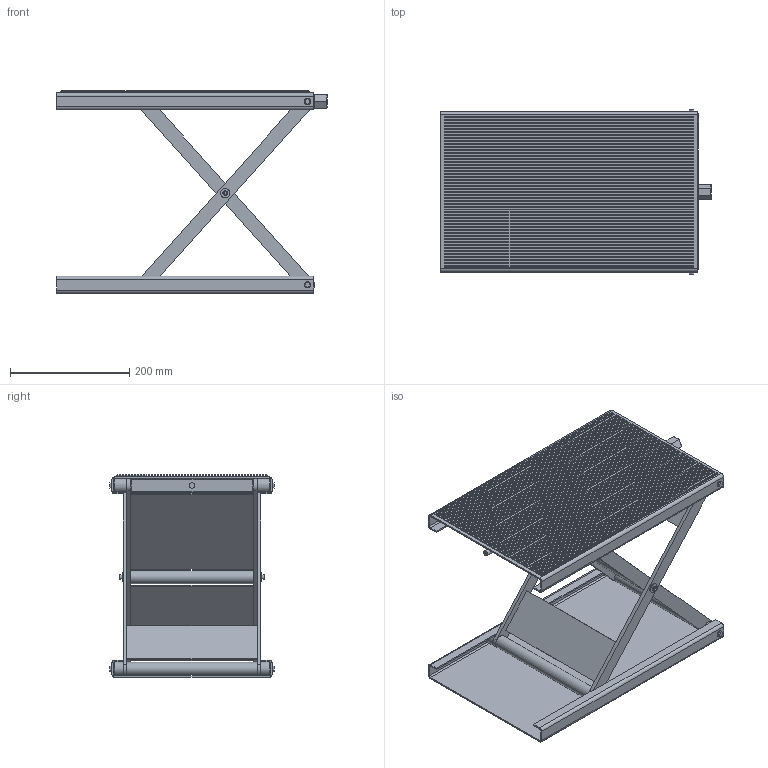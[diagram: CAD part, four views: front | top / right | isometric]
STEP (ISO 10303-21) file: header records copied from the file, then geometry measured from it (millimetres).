
FILE_DESCRIPTION(/* description */ ('CATIA V5 STEP Exchange'),/* implementation_level */ '2;1');
FILE_NAME(/* name */ 'Zvedák.stp',/* time_stamp */ '2017-02-16T22:14:11+01:00',/* author */ ('josef'),/* organization */ (''),/* preprocessor_version */ 'ST-DEVELOPER v16.5',/* originating_system */ 'Autodesk Inventor 2017',/* authorisation */ '');
FILE_SCHEMA (('AUTOMOTIVE_DESIGN { 1 0 10303 214 3 1 1 }'));
Length unit declared in the file: millimetre
Products named in the file (18): motorcycle jack;  Motorcycle  Scissor Lift platform; front bottom non movable shaft; top front grounded shaft; bottom back movable shaft; back top movable shaft; arm; arm 2; Symmetry of arm; Symmetry of arm 2; center rod; ASME B18.3 SCREW No_10 x 1 UNC STEEL HEXAGON SOCKET HEAD CAP; Symmetry of ASME B18.3 SCREW No_10 x 1 UNC STEEL HEXAGON SOCKET HEAD 
CAP; ASME B18.6.3 SCREW No_10 X 1 PLAIN HEXAGON WASHER HEAD MACHINE; Symmetry of ASME B18.6.3 SCREW No_10 X 1 PLAIN HEXAGON WASHER HEAD MA
CHINE; ANSI B18.22.1 WASHER 1_4 STEEL PLAIN  NARROW TYPE A; Symmetry of ANSI B18.22.1 WASHER 1_4 STEEL PLAIN  NARROW TYPE A; platform grip
Assembly tree (20 placements, depth 2):
  motorcycle jack
     Motorcycle  Scissor Lift platform  x2
    front bottom non movable shaft
    top front grounded shaft
    bottom back movable shaft
    back top movable shaft
    arm
    arm 2
    Symmetry of arm
    Symmetry of arm 2
    center rod
    ASME B18.3 SCREW No_10 x 1 UNC STEEL HEXAGON SOCKET HEAD CAP
    Symmetry of ASME B18.3 SCREW No_10 x 1 UNC STEEL HEXAGON SOCKET HEAD 
CAP
    ASME B18.6.3 SCREW No_10 X 1 PLAIN HEXAGON WASHER HEAD MACHINE  x2
    Symmetry of ASME B18.6.3 SCREW No_10 X 1 PLAIN HEXAGON WASHER HEAD MA
CHINE  x2
    ANSI B18.22.1 WASHER 1_4 STEEL PLAIN  NARROW TYPE A
    Symmetry of ANSI B18.22.1 WASHER 1_4 STEEL PLAIN  NARROW TYPE A
    platform grip
Bounding box: 454.98 x 276.91 x 340.36 mm (x, y, z)
Volume: 2074731.8 mm3; surface area: 1341907.4 mm2
Topology: 37 solids, 37 shells, 759 faces, 1885 edges, 1204 vertices
Faces by surface type: plane 628, cylinder 97, torus 16, sphere 16, cone 2
Full cylindrical faces by diameter (mm): 4.826 x18, 7.137 x2, 7.925 x2, 9.525 x1, 10.516 x4, 15.875 x2, 20.32 x1, 22.225 x3, 22.86 x2, 23.495 x8
Entity records: 20534 total; most frequent: CARTESIAN_POINT 3519, ORIENTED_EDGE 3344, DIRECTION 3310, EDGE_CURVE 1672, LINE 1496, VECTOR 1496, VERTEX_POINT 1116, AXIS2_PLACEMENT_3D 907
